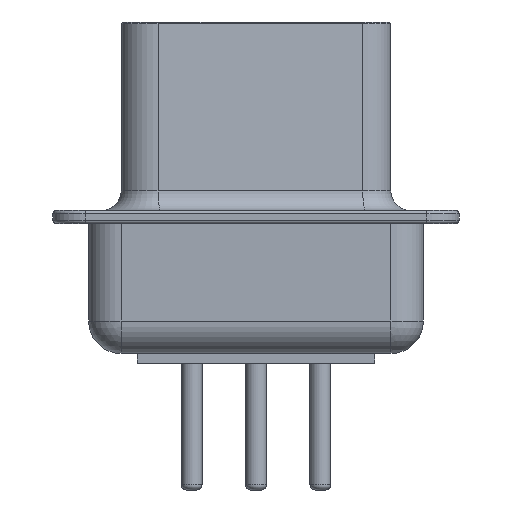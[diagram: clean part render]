
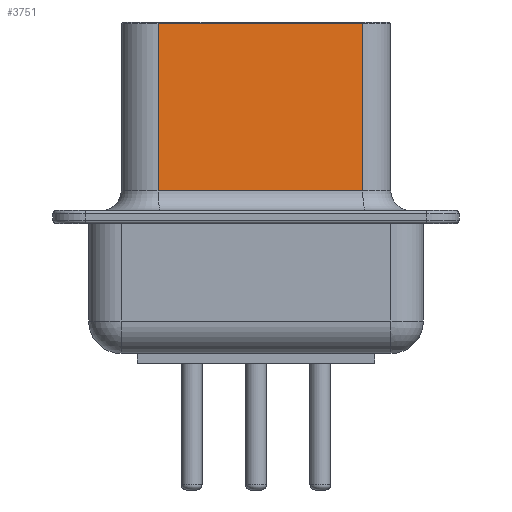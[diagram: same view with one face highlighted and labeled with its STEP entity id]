
A CAD part, left-side view. The second image highlights one B-rep face of the part: STEP entity #3751.
In plain terms, the highlighted planar face has unit normal (-0.991, -0.137, 0).
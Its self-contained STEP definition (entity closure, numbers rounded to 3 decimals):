
#3116 = VERTEX_POINT('',#3117);
#3117 = CARTESIAN_POINT('',(-3.866,1.033,10.45));
#3164 = EDGE_CURVE('',#3116,#3165,#3167,.T.);
#3165 = VERTEX_POINT('',#3166);
#3166 = CARTESIAN_POINT('',(-2.997,-5.267,10.45));
#3167 = LINE('',#3168,#3169);
#3168 = CARTESIAN_POINT('',(-3.866,1.033,10.45));
#3169 = VECTOR('',#3170,1.);
#3170 = DIRECTION('',(0.137,-0.991,-0.));
#3708 = VERTEX_POINT('',#3709);
#3709 = CARTESIAN_POINT('',(-3.866,1.033,5.3));
#3716 = EDGE_CURVE('',#3708,#3116,#3717,.T.);
#3717 = LINE('',#3718,#3719);
#3718 = CARTESIAN_POINT('',(-3.866,1.033,4.7));
#3719 = VECTOR('',#3720,1.);
#3720 = DIRECTION('',(0.,0.,1.));
#3751 = ADVANCED_FACE('',(#3752),#3770,.T.);
#3752 = FACE_BOUND('',#3753,.T.);
#3753 = EDGE_LOOP('',(#3754,#3762,#3763,#3764));
#3754 = ORIENTED_EDGE('',*,*,#3755,.T.);
#3755 = EDGE_CURVE('',#3756,#3165,#3758,.T.);
#3756 = VERTEX_POINT('',#3757);
#3757 = CARTESIAN_POINT('',(-2.997,-5.267,5.3));
#3758 = LINE('',#3759,#3760);
#3759 = CARTESIAN_POINT('',(-2.997,-5.267,4.7));
#3760 = VECTOR('',#3761,1.);
#3761 = DIRECTION('',(0.,0.,1.));
#3762 = ORIENTED_EDGE('',*,*,#3164,.F.);
#3763 = ORIENTED_EDGE('',*,*,#3716,.F.);
#3764 = ORIENTED_EDGE('',*,*,#3765,.F.);
#3765 = EDGE_CURVE('',#3756,#3708,#3766,.T.);
#3766 = LINE('',#3767,#3768);
#3767 = CARTESIAN_POINT('',(-2.997,-5.267,5.3));
#3768 = VECTOR('',#3769,1.);
#3769 = DIRECTION('',(-0.137,0.991,0.));
#3770 = PLANE('',#3771);
#3771 = AXIS2_PLACEMENT_3D('',#3772,#3773,#3774);
#3772 = CARTESIAN_POINT('',(-2.878,-6.13,4.7));
#3773 = DIRECTION('',(-0.991,-0.137,0.));
#3774 = DIRECTION('',(-0.137,0.991,0.));
